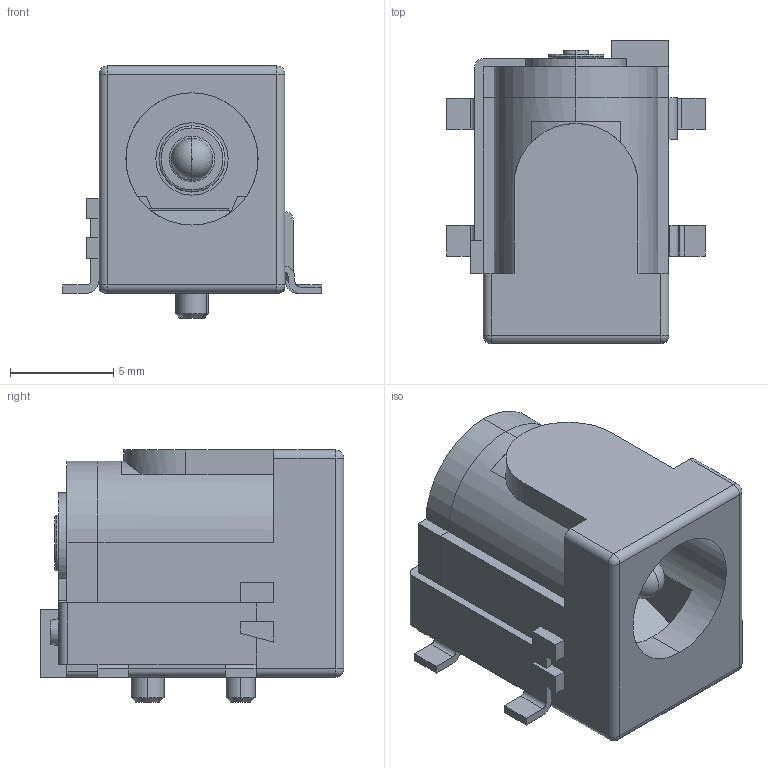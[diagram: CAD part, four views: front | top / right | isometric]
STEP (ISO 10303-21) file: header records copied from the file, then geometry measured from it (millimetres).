
FILE_DESCRIPTION(('STEP AP242'),'1');
FILE_NAME('694106106102.stp','2018-11-06T16:40:47',('TraceParts'),('TraceParts S.A.'),'Spatial InterOp 3D',' ',' ');
FILE_SCHEMA(('AP242_MANAGED_MODEL_BASED_3D_ENGINEERING_MIM_LF {1 0 10303 442 1 1 4}'));
Length unit declared in the file: millimetre
Products named in the file (1): 694106106102_1
Bounding box: 12.5 x 14.7 x 12.2 mm (x, y, z)
Volume: 832 mm3; surface area: 1893.7 mm2
Topology: 6 solids, 6 shells, 311 faces, 807 edges, 519 vertices
Faces by surface type: plane 188, cylinder 87, torus 24, cone 8, sphere 4
Entity records: 12107 total; most frequent: CARTESIAN_POINT 1696, DIRECTION 1687, ORIENTED_EDGE 1606, EDGE_CURVE 803, AXIS2_PLACEMENT_3D 568, LINE 551, VECTOR 551, VERTEX_POINT 519
